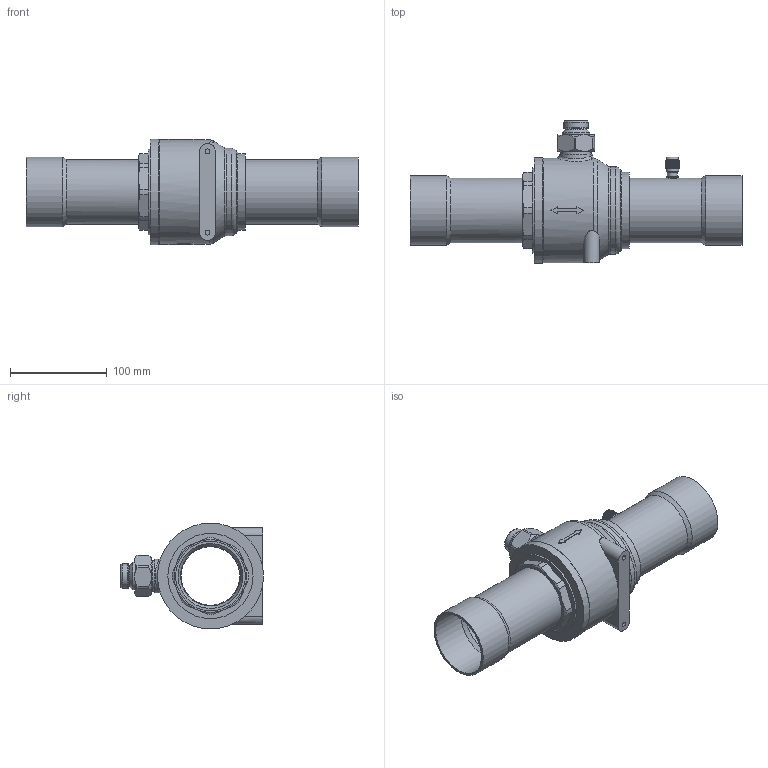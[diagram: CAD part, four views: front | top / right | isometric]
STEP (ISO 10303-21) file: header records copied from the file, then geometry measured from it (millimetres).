
FILE_DESCRIPTION(/* description */ (''),/* implementation_level */ '2;1');
FILE_NAME(/* name */ '009L7960R.stp',/* time_stamp */ '2022-08-08T15:17:40+03:00',/* author */ ('U403152'),/* organization */ (''),/* preprocessor_version */ 'ST-DEVELOPER v18.1',/* originating_system */ 'Autodesk Inventor 2020',/* authorisation */ '');
FILE_SCHEMA (('AUTOMOTIVE_DESIGN { 1 0 10303 214 3 1 1 }'));
Products named in the file (1): Part1
Bounding box: 343 x 147.65 x 109.5 mm (x, y, z)
Volume: 434681.4 mm3; surface area: 201399.7 mm2
Topology: 1 solids, 5 shells, 1986 faces, 5232 edges, 3506 vertices
Faces by surface type: plane 1278, cylinder 402, bspline 259, cone 37, torus 10
Full cylindrical faces by diameter (mm): 3.9 x1, 4.63 x1, 5 x2, 5.8 x1, 8 x1, 9 x2, 9.8 x2, 10 x1, 12 x1, 13 x2, 13.8 x1, 21 x1, 25 x1, 28 x1, 28.4 x1, 31.2 x1, 33 x1, 33.4 x1, 35 x1, 60.5 x2, 61.9 x2, 66.9 x2, 67 x4, 72 x2, 78 x2, 78.8 x1, 84 x1, 88 x1, 90 x1, 96 x1
Entity records: 115847 total; most frequent: CARTESIAN_POINT 63432, DIRECTION 11157, ORIENTED_EDGE 10464, EDGE_CURVE 5232, AXIS2_PLACEMENT_3D 4809, VERTEX_POINT 3506, EDGE_LOOP 2244, ELLIPSE 2147
